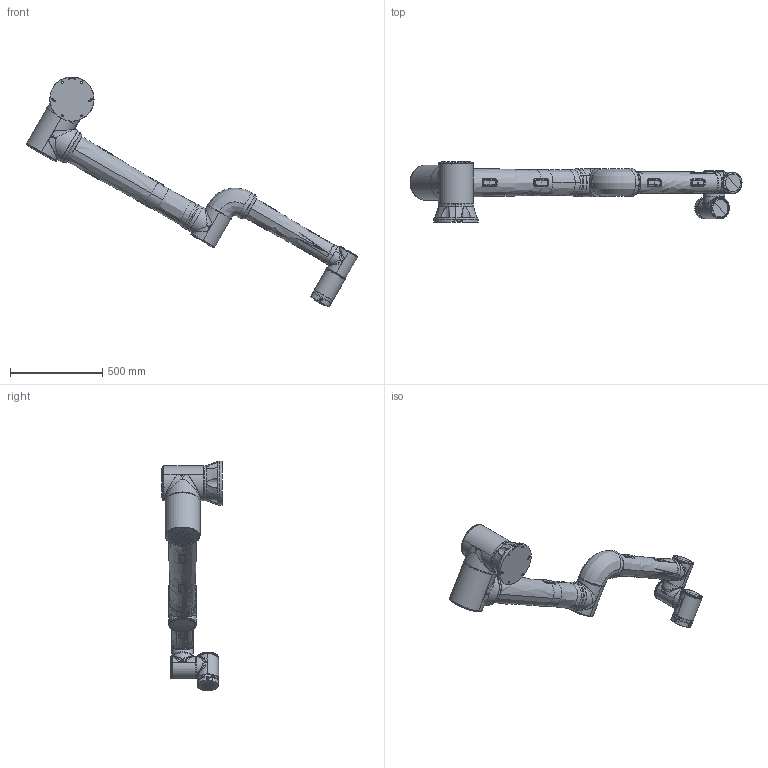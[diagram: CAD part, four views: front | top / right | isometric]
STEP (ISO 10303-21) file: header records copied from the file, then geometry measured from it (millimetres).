
FILE_DESCRIPTION (( 'STEP AP214' ), '1' );
FILE_NAME ('FR20-V6.0-Èí¼þÄ£ÐÍ.STEP', '2023-03-21T11:09:44', ( '' ), ( '' ), 'SwSTEP 2.0', 'SolidWorks 2018', '' );
FILE_SCHEMA (( 'AUTOMOTIVE_DESIGN' ));
Length unit declared in the file: millimetre
Products named in the file (8): RD20-FR20-V6.0-4; RD20-FR20-V6.0-3; RD20-FR20-V6.0-5; RD20-FR20-V6.0-2; RD20-FR20-V6.0-1; RD20-FR20-V6.0-6; FR20-V6.0-软件模型; RD20-FR20-V6.0-7
Assembly tree (7 placements, depth 2):
  FR20-V6.0-软件模型
    RD20-FR20-V6.0-1
    RD20-FR20-V6.0-2
    RD20-FR20-V6.0-3
    RD20-FR20-V6.0-4
    RD20-FR20-V6.0-5
    RD20-FR20-V6.0-6
    RD20-FR20-V6.0-7
Bounding box: 1803.1 x 327 x 1248.78 mm (x, y, z)
Volume: 49282581.1 mm3; surface area: 1743707.2 mm2
Topology: 44 solids, 70 shells, 2894 faces, 6301 edges, 4000 vertices
Faces by surface type: cylinder 1218, plane 1023, bspline 442, cone 153, sphere 48, torus 10
Entity records: 290740 total; most frequent: CARTESIAN_POINT 209388, ORIENTED_EDGE 12598, DIRECTION 11648, EDGE_CURVE 6299, AXIS2_PLACEMENT_3D 4679, VERTEX_POINT 4000, EDGE_LOOP 3389, FACE_OUTER_BOUND 2894
